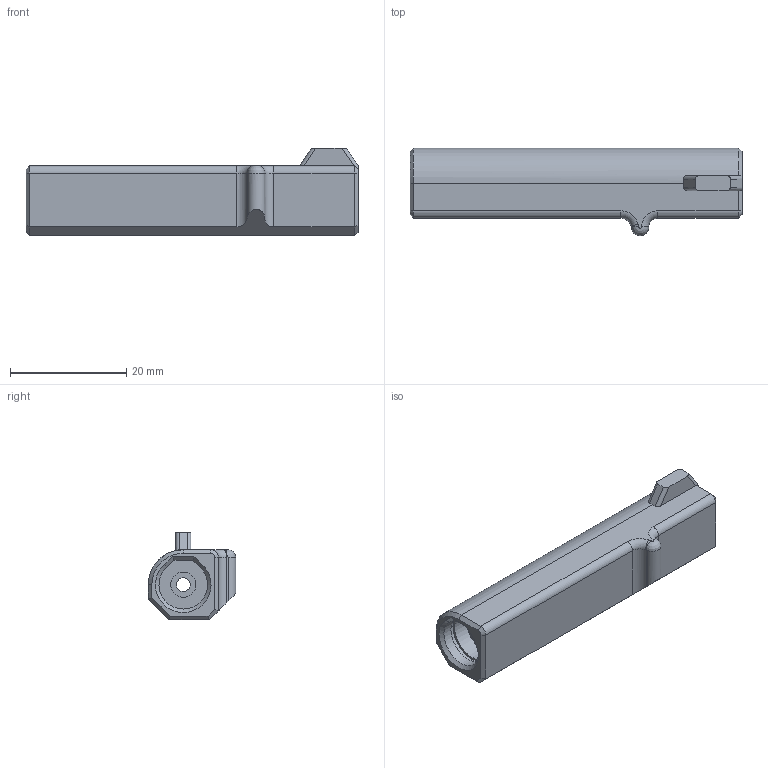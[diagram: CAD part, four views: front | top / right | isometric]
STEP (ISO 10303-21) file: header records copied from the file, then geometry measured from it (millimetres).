
FILE_DESCRIPTION(/* description */ (''),/* implementation_level */ '2;1');
FILE_NAME(/* name */ 'TurtleNeck slider smooth.step',/* time_stamp */ '2024-11-11T11:40:28Z',/* author */ (''),/* organization */ (''),/* preprocessor_version */ 'ST-DEVELOPER v20',/* originating_system */ 'Autodesk Translation Framework v13.20.0.188',/* authorisation */ '');
FILE_SCHEMA (('AUTOMOTIVE_DESIGN { 1 0 10303 214 3 1 1 }'));
Length unit declared in the file: millimetre
Products named in the file (2): DummyNeck; Slide
Assembly tree (1 placements, depth 2):
  DummyNeck
    Slide
Bounding box: 57 x 15 x 15 mm (x, y, z)
Volume: 6267.3 mm3; surface area: 3566.9 mm2
Topology: 1 solids, 1 shells, 89 faces, 217 edges, 131 vertices
Faces by surface type: plane 50, cylinder 19, bspline 9, cone 8, torus 3
Full cylindrical faces by diameter (mm): 2.35 x1, 4.3 x1
Entity records: 2769 total; most frequent: CARTESIAN_POINT 664, ORIENTED_EDGE 426, DIRECTION 422, EDGE_CURVE 213, AXIS2_PLACEMENT_3D 142, LINE 138, VECTOR 138, VERTEX_POINT 130
